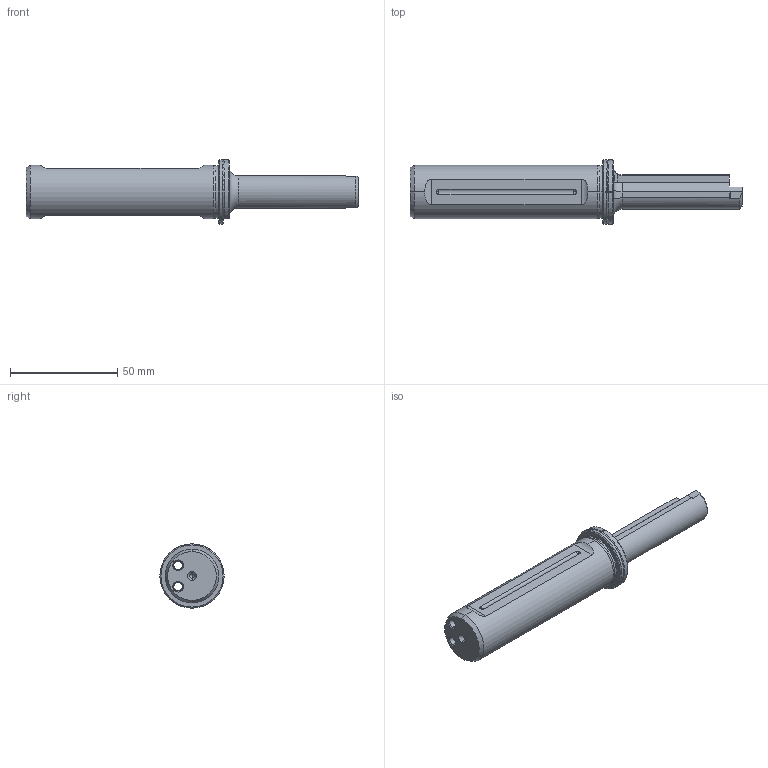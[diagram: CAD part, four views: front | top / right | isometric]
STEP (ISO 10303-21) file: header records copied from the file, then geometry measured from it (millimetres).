
FILE_DESCRIPTION (( 'STEP AP203' ), '1' );
FILE_NAME ('UT-6-25.STEP', '2023-07-17T07:18:29', ( 'TECNICO' ), ( '' ), 'SwSTEP 2.0', 'SolidWorks 2020', '' );
FILE_SCHEMA (( 'CONFIG_CONTROL_DESIGN' ));
Length unit declared in the file: millimetre
Products named in the file (1): UT-6-25
Bounding box: 155 x 30 x 30 mm (x, y, z)
Volume: 52408.2 mm3; surface area: 14241.4 mm2
Topology: 1 solids, 1 shells, 117 faces, 295 edges, 180 vertices
Faces by surface type: plane 37, cylinder 36, cone 27, torus 9, sphere 8
Entity records: 3831 total; most frequent: CARTESIAN_POINT 996, ORIENTED_EDGE 582, DIRECTION 576, EDGE_CURVE 291, AXIS2_PLACEMENT_3D 220, VERTEX_POINT 180, VECTOR 136, LINE 136
